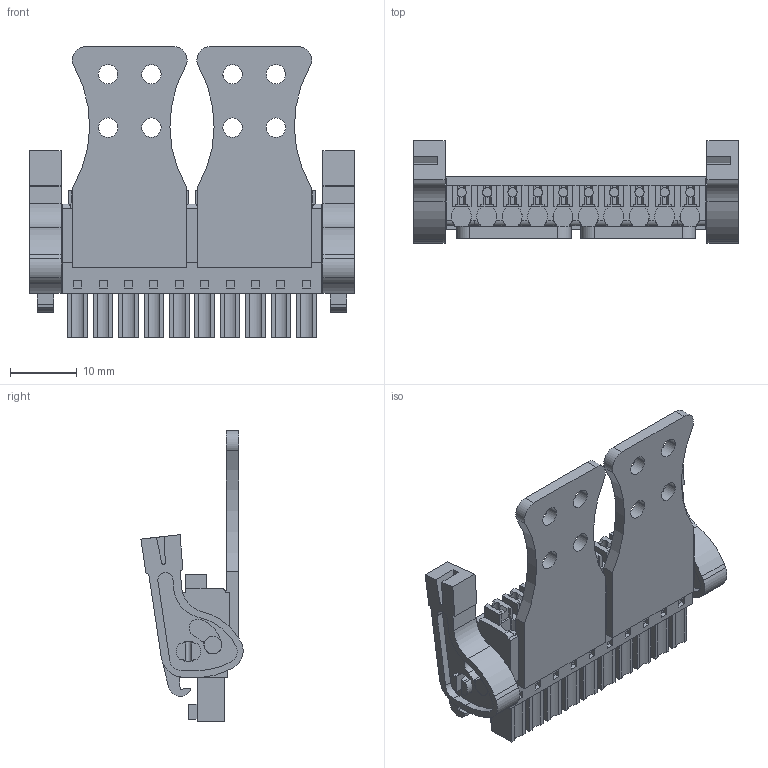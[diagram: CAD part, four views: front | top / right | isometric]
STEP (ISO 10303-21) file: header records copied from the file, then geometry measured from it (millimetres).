
FILE_DESCRIPTION(('CATIA V5 STEP','CAx-IF Rec.Pracs.--- Model Styling and Organization---1.2---2011-12-15'),'2;1');
FILE_NAME ('D1462257_0', '2017-07-31T12:26:59+00:00', ('none'), ('Weidmueller'), 'CATIA Version 5-6 Release 2014', 'CATIA V5 STEP AP214', 'none');
FILE_SCHEMA(('AUTOMOTIVE_DESIGN { 1 0 10303 214 1 1 1 1 }'));
Length unit declared in the file: millimetre
Products named in the file (1): 2442910000
Bounding box: 48.69 x 15.33 x 43.6 mm (x, y, z)
Volume: 7403.1 mm3; surface area: 8221.2 mm2
Topology: 15 solids, 15 shells, 860 faces, 2346 edges, 1566 vertices
Faces by surface type: plane 673, cylinder 187
Entity records: 25707 total; most frequent: CARTESIAN_POINT 5196, ORIENTED_EDGE 4692, DIRECTION 3351, EDGE_CURVE 2346, VECTOR 1850, LINE 1850, VERTEX_POINT 1566, EDGE_LOOP 954
